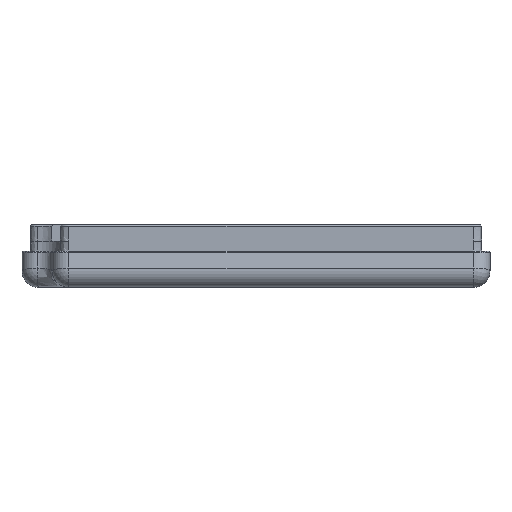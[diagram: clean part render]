
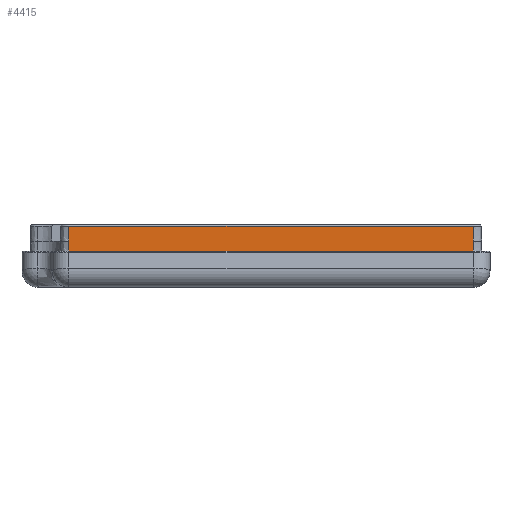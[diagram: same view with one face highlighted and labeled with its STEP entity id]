
A CAD part, front view. The second image highlights one B-rep face of the part: STEP entity #4415.
In plain terms, the highlighted planar face has unit normal (0, -1, 0).
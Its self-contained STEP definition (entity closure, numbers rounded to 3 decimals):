
#217=PLANE('',#4766);
#333=LINE('',#6404,#752);
#596=LINE('',#7443,#1015);
#649=LINE('',#7923,#1068);
#650=LINE('',#7945,#1069);
#663=LINE('',#8074,#1082);
#664=LINE('',#8076,#1083);
#752=VECTOR('',#5090,10.);
#1015=VECTOR('',#5681,10.);
#1068=VECTOR('',#5796,10.);
#1069=VECTOR('',#5797,10.);
#1082=VECTOR('',#5818,10.);
#1083=VECTOR('',#5821,10.);
#1374=FACE_OUTER_BOUND('',#1636,.T.);
#1636=EDGE_LOOP('',(#3942,#3943,#3944,#3945,#3946,#3947));
#1929=VERTEX_POINT('',#6397);
#1930=VERTEX_POINT('',#6403);
#2168=VERTEX_POINT('',#7427);
#2170=VERTEX_POINT('',#7441);
#2216=VERTEX_POINT('',#7917);
#2217=VERTEX_POINT('',#7944);
#2365=EDGE_CURVE('',#1929,#1930,#333,.T.);
#2723=EDGE_CURVE('',#2170,#2168,#596,.T.);
#2807=EDGE_CURVE('',#2216,#2170,#649,.T.);
#2808=EDGE_CURVE('',#2217,#2168,#650,.T.);
#2822=EDGE_CURVE('',#2216,#1930,#663,.T.);
#2823=EDGE_CURVE('',#2217,#1929,#664,.T.);
#3942=ORIENTED_EDGE('',*,*,#2723,.F.);
#3943=ORIENTED_EDGE('',*,*,#2807,.F.);
#3944=ORIENTED_EDGE('',*,*,#2822,.T.);
#3945=ORIENTED_EDGE('',*,*,#2365,.F.);
#3946=ORIENTED_EDGE('',*,*,#2823,.F.);
#3947=ORIENTED_EDGE('',*,*,#2808,.T.);
#4415=ADVANCED_FACE('',(#1374),#217,.F.);
#4766=AXIS2_PLACEMENT_3D('',#8075,#5819,#5820);
#5090=DIRECTION('',(-1.,0.,0.));
#5681=DIRECTION('',(1.,0.,0.));
#5796=DIRECTION('',(0.,0.,1.));
#5797=DIRECTION('',(0.,0.,1.));
#5818=DIRECTION('',(0.,0.,-1.));
#5819=DIRECTION('center_axis',(0.,1.,0.));
#5820=DIRECTION('ref_axis',(0.,0.,
-1.));
#5821=DIRECTION('',(0.,0.,-1.));
#6397=CARTESIAN_POINT('',(94.251,-86.031,-1.2));
#6403=CARTESIAN_POINT('',(45.398,-86.031,-1.2));
#6404=CARTESIAN_POINT('',(94.251,-86.031,-1.2));
#7427=CARTESIAN_POINT('',(94.251,-86.031,1.8));
#7441=CARTESIAN_POINT('',(45.398,-86.031,1.8));
#7443=CARTESIAN_POINT('',(94.751,-86.031,1.8));
#7917=CARTESIAN_POINT('',(45.398,-86.031,0.));
#7923=CARTESIAN_POINT('',(45.398,-86.031,-1.2));
#7944=CARTESIAN_POINT('',(94.251,-86.031,0.));
#7945=CARTESIAN_POINT('',(94.251,-86.031,-1.2));
#8074=CARTESIAN_POINT('',(45.398,-86.031,-1.2));
#8075=CARTESIAN_POINT('Origin',(94.251,-86.031,0.));
#8076=CARTESIAN_POINT('',(94.251,-86.031,-1.2));
